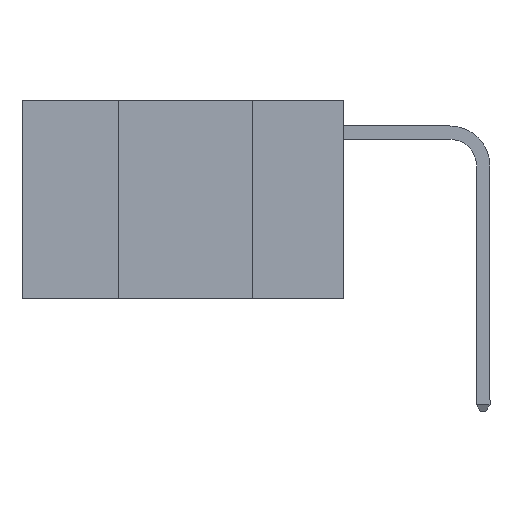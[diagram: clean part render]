
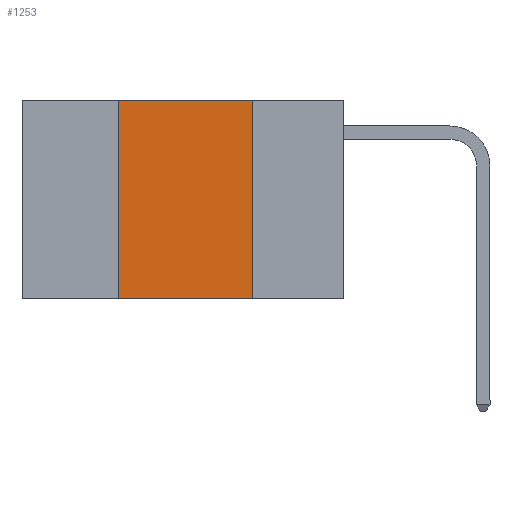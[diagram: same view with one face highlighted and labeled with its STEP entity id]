
A CAD part, left-side view. The second image highlights one B-rep face of the part: STEP entity #1253.
In plain terms, the highlighted planar face has unit normal (-1, 0, 0).
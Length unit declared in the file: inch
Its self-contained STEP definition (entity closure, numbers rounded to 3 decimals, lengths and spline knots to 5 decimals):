
#1253 = ADVANCED_FACE ( 'NONE', ( #3367 ), #4044, .F. ) ;
#2325 = VERTEX_POINT ( 'NONE', #6193 ) ;
#2480 = VECTOR ( 'NONE', #6852, 39.37008 ) ;
#2540 = CARTESIAN_POINT ( 'NONE',  ( 0., 0.17, -0.37 ) ) ;
#2698 = LINE ( 'NONE', #8875, #7017 ) ;
#3367 = FACE_OUTER_BOUND ( 'NONE', #9717, .T. ) ;
#4044 = PLANE ( 'NONE',  #7073 ) ;
#4331 = LINE ( 'NONE', #9463, #2480 ) ;
#4505 = DIRECTION ( 'NONE',  ( 1., 0., 0. ) ) ;
#4713 = CARTESIAN_POINT ( 'NONE',  ( 0., 0.6, -0.37 ) ) ;
#4883 = ORIENTED_EDGE ( 'NONE', *, *, #7520, .F. ) ;
#4902 = ORIENTED_EDGE ( 'NONE', *, *, #11247, .F. ) ;
#4941 = ORIENTED_EDGE ( 'NONE', *, *, #7261, .F. ) ;
#4958 = ORIENTED_EDGE ( 'NONE', *, *, #11267, .T. ) ;
#6193 = CARTESIAN_POINT ( 'NONE',  ( 0., 0.42, -0.37 ) ) ;
#6852 = DIRECTION ( 'NONE',  ( 0., 0., -1. ) ) ;
#7017 = VECTOR ( 'NONE', #9816, 39.37008 ) ;
#7073 = AXIS2_PLACEMENT_3D ( 'NONE', #10849, #4505, #9532 ) ;
#7261 = EDGE_CURVE ( 'NONE', #2325, #8781, #9292, .T. ) ;
#7520 = EDGE_CURVE ( 'NONE', #11263, #11046, #4331, .T. ) ;
#8774 = CARTESIAN_POINT ( 'NONE',  ( 0., 0.42, 0. ) ) ;
#8781 = VERTEX_POINT ( 'NONE', #8774 ) ;
#8875 = CARTESIAN_POINT ( 'NONE',  ( 0., 0.6, 0. ) ) ;
#9013 = VECTOR ( 'NONE', #10082, 39.37008 ) ;
#9073 = LINE ( 'NONE', #4713, #11160 ) ;
#9158 = CARTESIAN_POINT ( 'NONE',  ( 0., 0.42, 0. ) ) ;
#9292 = LINE ( 'NONE', #9158, #9013 ) ;
#9463 = CARTESIAN_POINT ( 'NONE',  ( 0., 0.17, 0. ) ) ;
#9532 = DIRECTION ( 'NONE',  ( 0., 0., -1. ) ) ;
#9717 = EDGE_LOOP ( 'NONE', ( #4883, #4902, #4941, #4958 ) ) ;
#9816 = DIRECTION ( 'NONE',  ( 0., -1., 0. ) ) ;
#10082 = DIRECTION ( 'NONE',  ( 0., 0., 1. ) ) ;
#10712 = CARTESIAN_POINT ( 'NONE',  ( 0., 0.17, 0. ) ) ;
#10749 = DIRECTION ( 'NONE',  ( 0., -1., 0. ) ) ;
#10849 = CARTESIAN_POINT ( 'NONE',  ( 0., 0.6, 0. ) ) ;
#11046 = VERTEX_POINT ( 'NONE', #2540 ) ;
#11160 = VECTOR ( 'NONE', #10749, 39.37008 ) ;
#11247 = EDGE_CURVE ( 'NONE', #8781, #11263, #2698, .T. ) ;
#11263 = VERTEX_POINT ( 'NONE', #10712 ) ;
#11267 = EDGE_CURVE ( 'NONE', #2325, #11046, #9073, .T. ) ;
